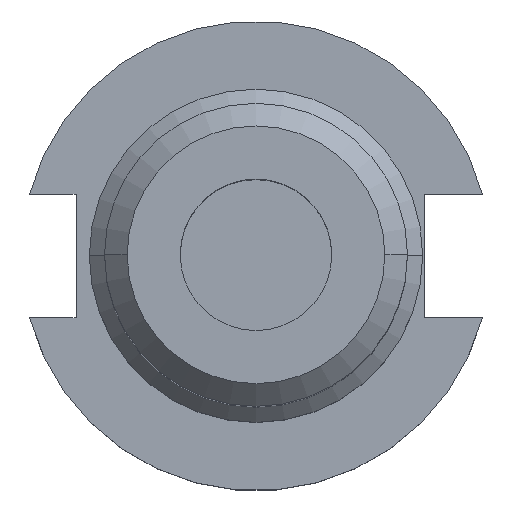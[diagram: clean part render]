
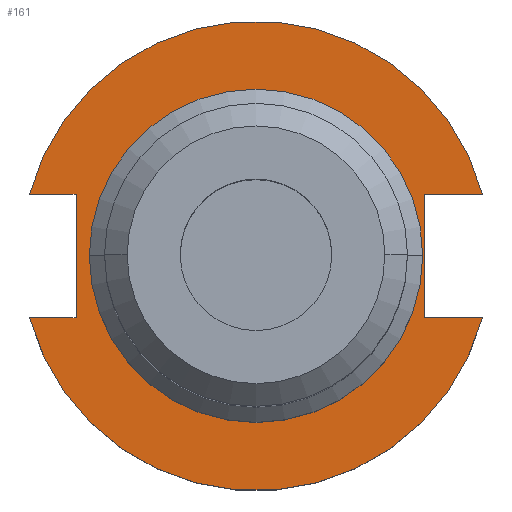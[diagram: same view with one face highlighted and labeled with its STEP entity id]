
A CAD part, top view. The second image highlights one B-rep face of the part: STEP entity #161.
In plain terms, the highlighted planar face has unit normal (0, 0, 1).
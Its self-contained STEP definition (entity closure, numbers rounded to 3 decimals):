
#26 = CIRCLE ( 'NONE', #749, 49.212 ) ;
#42 = EDGE_LOOP ( 'NONE', ( #1508, #235, #1221, #260, #1283, #1242, #581, #344 ) ) ;
#44 = CARTESIAN_POINT ( 'NONE',  ( 47.477, 12.954, 19.05 ) ) ;
#51 = CARTESIAN_POINT ( 'NONE',  ( 35.306, -12.954, 19.05 ) ) ;
#72 = EDGE_CURVE ( 'NONE', #217, #872, #1056, .T. ) ;
#74 = CARTESIAN_POINT ( 'NONE',  ( 0., 0., 19.05 ) ) ;
#80 = DIRECTION ( 'NONE',  ( 1., 0., 0. ) ) ;
#84 = LINE ( 'NONE', #390, #400 ) ;
#151 = CARTESIAN_POINT ( 'NONE',  ( -34.925, 0., 19.05 ) ) ;
#161 = ADVANCED_FACE ( 'NONE', ( #1142, #471 ), #179, .T. ) ;
#179 = PLANE ( 'NONE',  #1574 ) ;
#195 = EDGE_CURVE ( 'NONE', #779, #1254, #356, .T. ) ;
#214 = CARTESIAN_POINT ( 'NONE',  ( -63.719, 12.954, 19.05 ) ) ;
#217 = VERTEX_POINT ( 'NONE', #44 ) ;
#235 = ORIENTED_EDGE ( 'NONE', *, *, #1163, .F. ) ;
#236 = EDGE_CURVE ( 'NONE', #1254, #779, #1310, .T. ) ;
#242 = EDGE_CURVE ( 'NONE', #601, #488, #322, .T. ) ;
#260 = ORIENTED_EDGE ( 'NONE', *, *, #72, .F. ) ;
#282 = VERTEX_POINT ( 'NONE', #1271 ) ;
#316 = VECTOR ( 'NONE', #427, 1000. ) ;
#322 = LINE ( 'NONE', #644, #1260 ) ;
#344 = ORIENTED_EDGE ( 'NONE', *, *, #748, .F. ) ;
#351 = DIRECTION ( 'NONE',  ( 0., 0., 1. ) ) ;
#356 = CIRCLE ( 'NONE', #1557, 34.925 ) ;
#360 = VERTEX_POINT ( 'NONE', #1051 ) ;
#371 = EDGE_CURVE ( 'NONE', #217, #781, #562, .T. ) ;
#390 = CARTESIAN_POINT ( 'NONE',  ( 35.306, 12.954, 19.05 ) ) ;
#399 = DIRECTION ( 'NONE',  ( 0., 0., 1. ) ) ;
#400 = VECTOR ( 'NONE', #1413, 1000. ) ;
#427 = DIRECTION ( 'NONE',  ( 1., 0., 0. ) ) ;
#468 = LINE ( 'NONE', #51, #1424 ) ;
#469 = CARTESIAN_POINT ( 'NONE',  ( 0., 0., 19.05 ) ) ;
#471 = FACE_OUTER_BOUND ( 'NONE', #42, .T. ) ;
#488 = VERTEX_POINT ( 'NONE', #1564 ) ;
#498 = ORIENTED_EDGE ( 'NONE', *, *, #195, .F. ) ;
#516 = CARTESIAN_POINT ( 'NONE',  ( 35.306, -12.954, 19.05 ) ) ;
#521 = CARTESIAN_POINT ( 'NONE',  ( 0., 49.212, 19.05 ) ) ;
#539 = CARTESIAN_POINT ( 'NONE',  ( 0., 0., 19.05 ) ) ;
#540 = ORIENTED_EDGE ( 'NONE', *, *, #236, .F. ) ;
#549 = DIRECTION ( 'NONE',  ( 1., 0., 0. ) ) ;
#562 = CIRCLE ( 'NONE', #1331, 49.212 ) ;
#581 = ORIENTED_EDGE ( 'NONE', *, *, #242, .F. ) ;
#601 = VERTEX_POINT ( 'NONE', #1418 ) ;
#629 = LINE ( 'NONE', #816, #316 ) ;
#642 = CARTESIAN_POINT ( 'NONE',  ( 34.925, 0., 19.05 ) ) ;
#644 = CARTESIAN_POINT ( 'NONE',  ( -37.719, 12.954, 19.05 ) ) ;
#717 = DIRECTION ( 'NONE',  ( -1., 0., 0. ) ) ;
#748 = EDGE_CURVE ( 'NONE', #360, #601, #629, .T. ) ;
#749 = AXIS2_PLACEMENT_3D ( 'NONE', #539, #1403, #1282 ) ;
#779 = VERTEX_POINT ( 'NONE', #642 ) ;
#781 = VERTEX_POINT ( 'NONE', #970 ) ;
#816 = CARTESIAN_POINT ( 'NONE',  ( -63.719, -12.954, 19.05 ) ) ;
#823 = EDGE_CURVE ( 'NONE', #488, #781, #1255, .T. ) ;
#832 = DIRECTION ( 'NONE',  ( 1., 0., 0. ) ) ;
#872 = VERTEX_POINT ( 'NONE', #1208 ) ;
#876 = CARTESIAN_POINT ( 'NONE',  ( 35.306, 12.954, 19.05 ) ) ;
#936 = EDGE_CURVE ( 'NONE', #872, #1233, #84, .T. ) ;
#946 = DIRECTION ( 'NONE',  ( 0., 1., 0. ) ) ;
#970 = CARTESIAN_POINT ( 'NONE',  ( -47.477, 12.954, 19.05 ) ) ;
#975 = DIRECTION ( 'NONE',  ( -1., 0., 0. ) ) ;
#1051 = CARTESIAN_POINT ( 'NONE',  ( -47.477, -12.954, 19.05 ) ) ;
#1056 = LINE ( 'NONE', #876, #1246 ) ;
#1142 = FACE_BOUND ( 'NONE', #1276, .T. ) ;
#1163 = EDGE_CURVE ( 'NONE', #1233, #282, #468, .T. ) ;
#1208 = CARTESIAN_POINT ( 'NONE',  ( 35.306, 12.954, 19.05 ) ) ;
#1221 = ORIENTED_EDGE ( 'NONE', *, *, #936, .F. ) ;
#1228 = VECTOR ( 'NONE', #975, 1000. ) ;
#1233 = VERTEX_POINT ( 'NONE', #516 ) ;
#1242 = ORIENTED_EDGE ( 'NONE', *, *, #823, .F. ) ;
#1246 = VECTOR ( 'NONE', #717, 1000. ) ;
#1254 = VERTEX_POINT ( 'NONE', #151 ) ;
#1255 = LINE ( 'NONE', #214, #1228 ) ;
#1260 = VECTOR ( 'NONE', #946, 1000. ) ;
#1271 = CARTESIAN_POINT ( 'NONE',  ( 47.477, -12.954, 19.05 ) ) ;
#1276 = EDGE_LOOP ( 'NONE', ( #498, #540 ) ) ;
#1282 = DIRECTION ( 'NONE',  ( 1., 0., 0. ) ) ;
#1283 = ORIENTED_EDGE ( 'NONE', *, *, #371, .T. ) ;
#1310 = CIRCLE ( 'NONE', #1547, 34.925 ) ;
#1331 = AXIS2_PLACEMENT_3D ( 'NONE', #74, #351, #1548 ) ;
#1344 = DIRECTION ( 'NONE',  ( 0., 0., 1. ) ) ;
#1403 = DIRECTION ( 'NONE',  ( 0., 0., 1. ) ) ;
#1413 = DIRECTION ( 'NONE',  ( 0., -1., 0. ) ) ;
#1418 = CARTESIAN_POINT ( 'NONE',  ( -37.719, -12.954, 19.05 ) ) ;
#1419 = EDGE_CURVE ( 'NONE', #360, #282, #26, .T. ) ;
#1424 = VECTOR ( 'NONE', #832, 1000. ) ;
#1453 = DIRECTION ( 'NONE',  ( 1., 0., 0. ) ) ;
#1508 = ORIENTED_EDGE ( 'NONE', *, *, #1419, .T. ) ;
#1547 = AXIS2_PLACEMENT_3D ( 'NONE', #469, #1344, #1453 ) ;
#1548 = DIRECTION ( 'NONE',  ( 1., 0., 0. ) ) ;
#1557 = AXIS2_PLACEMENT_3D ( 'NONE', #1609, #1605, #80 ) ;
#1564 = CARTESIAN_POINT ( 'NONE',  ( -37.719, 12.954, 19.05 ) ) ;
#1574 = AXIS2_PLACEMENT_3D ( 'NONE', #521, #399, #549 ) ;
#1605 = DIRECTION ( 'NONE',  ( 0., 0., 1. ) ) ;
#1609 = CARTESIAN_POINT ( 'NONE',  ( 0., 0., 19.05 ) ) ;
